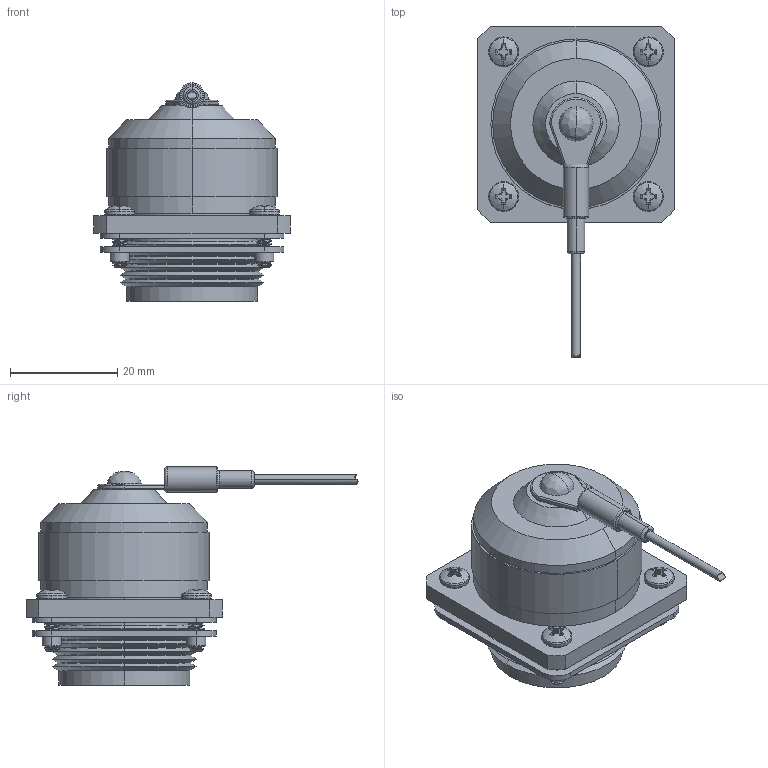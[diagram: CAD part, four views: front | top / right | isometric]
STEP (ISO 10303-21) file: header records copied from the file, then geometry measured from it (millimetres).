
FILE_DESCRIPTION (( 'STEP AP214' ), '1' );
FILE_NAME ('ECRH3103U00.STEP', '2012-11-07T15:37:28', ( 'x' ), ( '' ), 'SwSTEP 2.0', 'SolidWorks 2012', '' );
FILE_SCHEMA (( 'AUTOMOTIVE_DESIGN' ));
Length unit declared in the file: inch
Products named in the file (7): 3AB10-036-MA1_Cut Lanyard; 3AB10-038; 3AA01-033; 3AA13-007; 3AA13-006; ECRH0103U00; ECRH3103U00
Assembly tree (9 placements, depth 2):
  ECRH3103U00
    ECRH0103U00
    3AA13-006
    3AA13-007
    3AA01-033  x4
    3AB10-038
    3AB10-036-MA1_Cut Lanyard
Bounding box: 36.58 x 61.9 x 40.69 mm (x, y, z)
Volume: 25731.6 mm3; surface area: 15461.9 mm2
Topology: 14 solids, 14 shells, 843 faces, 2277 edges, 1482 vertices
Faces by surface type: cylinder 481, plane 226, cone 84, torus 29, bspline 15, sphere 8
Entity records: 19147 total; most frequent: CARTESIAN_POINT 4536, ORIENTED_EDGE 2348, DIRECTION 2244, EDGE_CURVE 1174, AXIS2_PLACEMENT_3D 817, VERTEX_POINT 753, VECTOR 610, LINE 610
